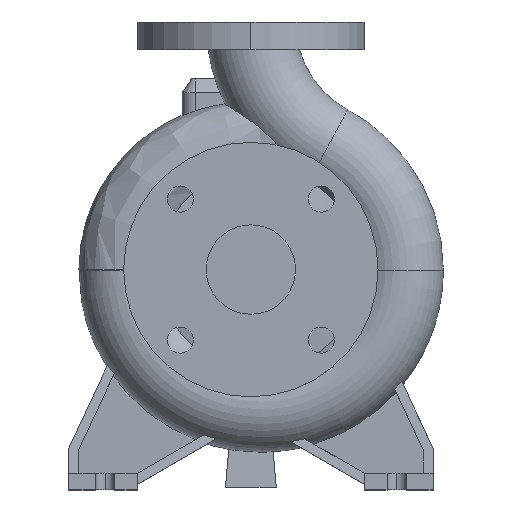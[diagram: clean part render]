
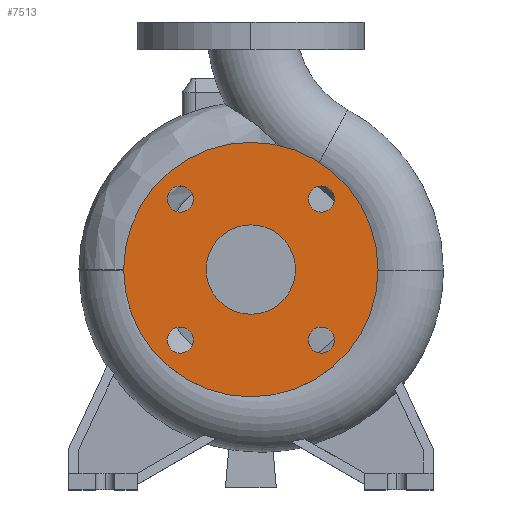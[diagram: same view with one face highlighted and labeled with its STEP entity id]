
A CAD part, top view. The second image highlights one B-rep face of the part: STEP entity #7513.
In plain terms, the highlighted planar face has unit normal (0, 0, 1).
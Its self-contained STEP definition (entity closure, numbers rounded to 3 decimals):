
#238 = DIRECTION ( 'NONE',  ( 1., 0., 0. ) ) ;
#504 = VERTEX_POINT ( 'NONE', #5113 ) ;
#556 = EDGE_CURVE ( 'NONE', #9310, #1579, #3936, .T. ) ;
#641 = DIRECTION ( 'NONE',  ( 0., 0., 1. ) ) ;
#813 = FACE_BOUND ( 'NONE', #12680, .T. ) ;
#879 = DIRECTION ( 'NONE',  ( 0., 0., 1. ) ) ;
#909 = DIRECTION ( 'NONE',  ( 0., 0., 1. ) ) ;
#1082 = CARTESIAN_POINT ( 'NONE',  ( 0., 92.5, 100. ) ) ;
#1170 = DIRECTION ( 'NONE',  ( 1., 0., 0. ) ) ;
#1234 = AXIS2_PLACEMENT_3D ( 'NONE', #7419, #5374, #9415 ) ;
#1301 = EDGE_CURVE ( 'NONE', #1579, #9310, #8693, .T. ) ;
#1352 = VERTEX_POINT ( 'NONE', #7548 ) ;
#1427 = CARTESIAN_POINT ( 'NONE',  ( 0., 0., 100. ) ) ;
#1579 = VERTEX_POINT ( 'NONE', #5911 ) ;
#1587 = VERTEX_POINT ( 'NONE', #11369 ) ;
#1658 = EDGE_CURVE ( 'NONE', #10528, #7574, #13899, .T. ) ;
#1908 = CARTESIAN_POINT ( 'NONE',  ( 51.265, -51.265, 100. ) ) ;
#2148 = CIRCLE ( 'NONE', #9371, 9.5 ) ;
#2484 = DIRECTION ( 'NONE',  ( 1., 0., 0. ) ) ;
#2597 = AXIS2_PLACEMENT_3D ( 'NONE', #1908, #9395, #5288 ) ;
#2600 = CARTESIAN_POINT ( 'NONE',  ( 0., 0., 100. ) ) ;
#2645 = CARTESIAN_POINT ( 'NONE',  ( -60.765, 51.265, 100. ) ) ;
#2654 = VERTEX_POINT ( 'NONE', #8899 ) ;
#2878 = DIRECTION ( 'NONE',  ( 1., 0., 0. ) ) ;
#2957 = ORIENTED_EDGE ( 'NONE', *, *, #13068, .F. ) ;
#3232 = ORIENTED_EDGE ( 'NONE', *, *, #4758, .F. ) ;
#3272 = ORIENTED_EDGE ( 'NONE', *, *, #9445, .F. ) ;
#3286 = AXIS2_PLACEMENT_3D ( 'NONE', #13601, #879, #9484 ) ;
#3450 = DIRECTION ( 'NONE',  ( 0., 0., 1. ) ) ;
#3539 = ORIENTED_EDGE ( 'NONE', *, *, #556, .F. ) ;
#3597 = VERTEX_POINT ( 'NONE', #13971 ) ;
#3769 = ORIENTED_EDGE ( 'NONE', *, *, #1658, .F. ) ;
#3936 = CIRCLE ( 'NONE', #7546, 9.5 ) ;
#4380 = CARTESIAN_POINT ( 'NONE',  ( 32.5, 0., 100. ) ) ;
#4523 = CARTESIAN_POINT ( 'NONE',  ( -32.5, 0., 100. ) ) ;
#4625 = CARTESIAN_POINT ( 'NONE',  ( 0., 0., 100. ) ) ;
#4656 = ORIENTED_EDGE ( 'NONE', *, *, #1301, .F. ) ;
#4758 = EDGE_CURVE ( 'NONE', #3597, #7046, #2148, .T. ) ;
#4998 = EDGE_LOOP ( 'NONE', ( #12125, #5268 ) ) ;
#5068 = CARTESIAN_POINT ( 'NONE',  ( 0., 0., 100. ) ) ;
#5100 = FACE_BOUND ( 'NONE', #9408, .T. ) ;
#5113 = CARTESIAN_POINT ( 'NONE',  ( -92.5, 0., 100. ) ) ;
#5261 = CIRCLE ( 'NONE', #13185, 92.5 ) ;
#5268 = ORIENTED_EDGE ( 'NONE', *, *, #7599, .T. ) ;
#5288 = DIRECTION ( 'NONE',  ( 1., 0., 0. ) ) ;
#5363 = EDGE_CURVE ( 'NONE', #1352, #2654, #9378, .T. ) ;
#5370 = DIRECTION ( 'NONE',  ( 0., 0., -1. ) ) ;
#5374 = DIRECTION ( 'NONE',  ( 0., 0., 1. ) ) ;
#5437 = CIRCLE ( 'NONE', #7237, 9.5 ) ;
#5442 = DIRECTION ( 'NONE',  ( 1., 0., 0. ) ) ;
#5481 = AXIS2_PLACEMENT_3D ( 'NONE', #1082, #5370, #8282 ) ;
#5626 = VERTEX_POINT ( 'NONE', #10263 ) ;
#5705 = EDGE_LOOP ( 'NONE', ( #4656, #3539 ) ) ;
#5721 = AXIS2_PLACEMENT_3D ( 'NONE', #8384, #909, #8459 ) ;
#5737 = EDGE_LOOP ( 'NONE', ( #13695, #8463 ) ) ;
#5911 = CARTESIAN_POINT ( 'NONE',  ( 60.765, -51.265, 100. ) ) ;
#6424 = ORIENTED_EDGE ( 'NONE', *, *, #12906, .F. ) ;
#6434 = FACE_BOUND ( 'NONE', #10821, .T. ) ;
#6778 = CARTESIAN_POINT ( 'NONE',  ( -51.265, -51.265, 100. ) ) ;
#6958 = DIRECTION ( 'NONE',  ( 1., 0., 0. ) ) ;
#7045 = CARTESIAN_POINT ( 'NONE',  ( 41.765, -51.265, 100. ) ) ;
#7046 = VERTEX_POINT ( 'NONE', #13394 ) ;
#7237 = AXIS2_PLACEMENT_3D ( 'NONE', #11628, #10842, #1170 ) ;
#7392 = ORIENTED_EDGE ( 'NONE', *, *, #8848, .F. ) ;
#7414 = FACE_BOUND ( 'NONE', #5705, .T. ) ;
#7419 = CARTESIAN_POINT ( 'NONE',  ( 51.265, 51.265, 100. ) ) ;
#7513 = ADVANCED_FACE ( 'NONE', ( #813, #5100, #9411, #6434, #12808, #7414 ), #10759, .F. ) ;
#7546 = AXIS2_PLACEMENT_3D ( 'NONE', #11043, #11116, #2484 ) ;
#7548 = CARTESIAN_POINT ( 'NONE',  ( 60.765, 51.265, 100. ) ) ;
#7567 = DIRECTION ( 'NONE',  ( 0., 0., 1. ) ) ;
#7574 = VERTEX_POINT ( 'NONE', #4523 ) ;
#7599 = EDGE_CURVE ( 'NONE', #504, #1587, #9318, .T. ) ;
#8212 = EDGE_CURVE ( 'NONE', #1587, #504, #5261, .T. ) ;
#8282 = DIRECTION ( 'NONE',  ( -1., 0., 0. ) ) ;
#8384 = CARTESIAN_POINT ( 'NONE',  ( -51.265, 51.265, 100. ) ) ;
#8459 = DIRECTION ( 'NONE',  ( 1., 0., 0. ) ) ;
#8463 = ORIENTED_EDGE ( 'NONE', *, *, #8632, .F. ) ;
#8632 = EDGE_CURVE ( 'NONE', #2654, #1352, #12057, .T. ) ;
#8674 = AXIS2_PLACEMENT_3D ( 'NONE', #6778, #10822, #5442 ) ;
#8693 = CIRCLE ( 'NONE', #2597, 9.5 ) ;
#8721 = DIRECTION ( 'NONE',  ( 1., 0., 0. ) ) ;
#8848 = EDGE_CURVE ( 'NONE', #7046, #3597, #12295, .T. ) ;
#8879 = CIRCLE ( 'NONE', #5721, 9.5 ) ;
#8899 = CARTESIAN_POINT ( 'NONE',  ( 41.765, 51.265, 100. ) ) ;
#9310 = VERTEX_POINT ( 'NONE', #7045 ) ;
#9318 = CIRCLE ( 'NONE', #11130, 92.5 ) ;
#9371 = AXIS2_PLACEMENT_3D ( 'NONE', #11353, #3450, #6958 ) ;
#9378 = CIRCLE ( 'NONE', #3286, 9.5 ) ;
#9395 = DIRECTION ( 'NONE',  ( 0., 0., 1. ) ) ;
#9408 = EDGE_LOOP ( 'NONE', ( #6424, #3272 ) ) ;
#9411 = FACE_BOUND ( 'NONE', #5737, .T. ) ;
#9415 = DIRECTION ( 'NONE',  ( 1., 0., 0. ) ) ;
#9445 = EDGE_CURVE ( 'NONE', #11646, #5626, #8879, .T. ) ;
#9484 = DIRECTION ( 'NONE',  ( 1., 0., 0. ) ) ;
#9569 = DIRECTION ( 'NONE',  ( 1., 0., 0. ) ) ;
#10263 = CARTESIAN_POINT ( 'NONE',  ( -41.765, 51.265, 100. ) ) ;
#10528 = VERTEX_POINT ( 'NONE', #4380 ) ;
#10759 = PLANE ( 'NONE',  #5481 ) ;
#10821 = EDGE_LOOP ( 'NONE', ( #3769, #2957 ) ) ;
#10822 = DIRECTION ( 'NONE',  ( 0., 0., 1. ) ) ;
#10842 = DIRECTION ( 'NONE',  ( 0., 0., 1. ) ) ;
#11043 = CARTESIAN_POINT ( 'NONE',  ( 51.265, -51.265, 100. ) ) ;
#11116 = DIRECTION ( 'NONE',  ( 0., 0., 1. ) ) ;
#11130 = AXIS2_PLACEMENT_3D ( 'NONE', #1427, #7567, #238 ) ;
#11353 = CARTESIAN_POINT ( 'NONE',  ( -51.265, -51.265, 100. ) ) ;
#11369 = CARTESIAN_POINT ( 'NONE',  ( 92.5, 0., 100. ) ) ;
#11628 = CARTESIAN_POINT ( 'NONE',  ( -51.265, 51.265, 100. ) ) ;
#11646 = VERTEX_POINT ( 'NONE', #2645 ) ;
#12057 = CIRCLE ( 'NONE', #1234, 9.5 ) ;
#12125 = ORIENTED_EDGE ( 'NONE', *, *, #8212, .T. ) ;
#12295 = CIRCLE ( 'NONE', #8674, 9.5 ) ;
#12500 = DIRECTION ( 'NONE',  ( 0., 0., 1. ) ) ;
#12680 = EDGE_LOOP ( 'NONE', ( #3232, #7392 ) ) ;
#12808 = FACE_OUTER_BOUND ( 'NONE', #4998, .T. ) ;
#12906 = EDGE_CURVE ( 'NONE', #5626, #11646, #5437, .T. ) ;
#13068 = EDGE_CURVE ( 'NONE', #7574, #10528, #13602, .T. ) ;
#13145 = AXIS2_PLACEMENT_3D ( 'NONE', #4625, #13180, #8721 ) ;
#13180 = DIRECTION ( 'NONE',  ( 0., 0., 1. ) ) ;
#13185 = AXIS2_PLACEMENT_3D ( 'NONE', #5068, #12500, #2878 ) ;
#13394 = CARTESIAN_POINT ( 'NONE',  ( -60.765, -51.265, 100. ) ) ;
#13601 = CARTESIAN_POINT ( 'NONE',  ( 51.265, 51.265, 100. ) ) ;
#13602 = CIRCLE ( 'NONE', #13145, 32.5 ) ;
#13680 = AXIS2_PLACEMENT_3D ( 'NONE', #2600, #641, #9569 ) ;
#13695 = ORIENTED_EDGE ( 'NONE', *, *, #5363, .F. ) ;
#13899 = CIRCLE ( 'NONE', #13680, 32.5 ) ;
#13971 = CARTESIAN_POINT ( 'NONE',  ( -41.765, -51.265, 100. ) ) ;
